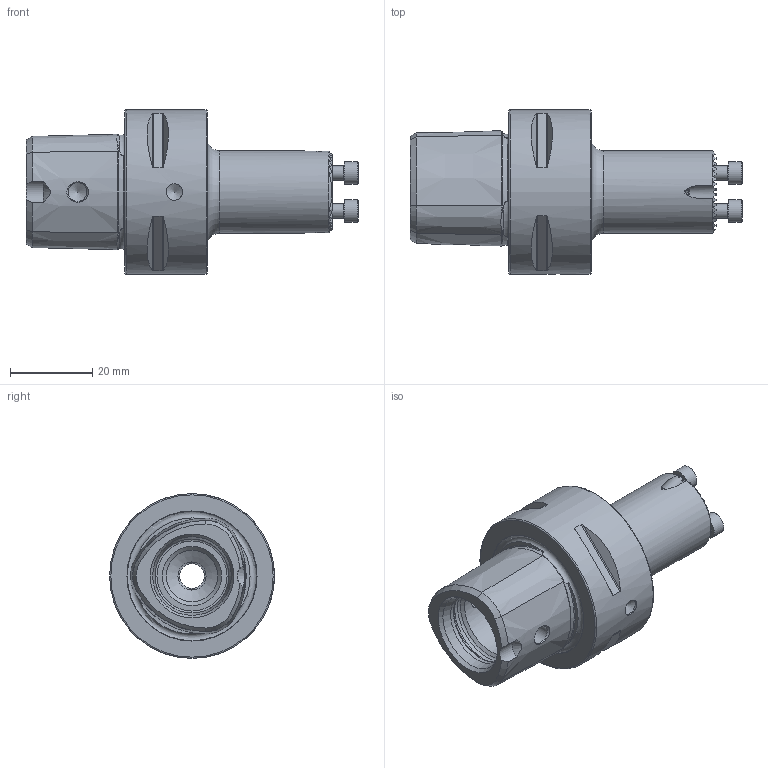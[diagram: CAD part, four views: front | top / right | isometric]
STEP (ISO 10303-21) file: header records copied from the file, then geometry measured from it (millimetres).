
FILE_DESCRIPTION (( 'STEP AP214' ), '1' );
FILE_NAME ('PS4.WK4.020.072.STEP', '2020-02-21T16:28:53', ( '' ), ( '' ), 'SwSTEP 2.0', 'SolidWorks 2017', '' );
FILE_SCHEMA (( 'AUTOMOTIVE_DESIGN' ));
Length unit declared in the file: millimetre
Products named in the file (5): PS4.WK4.020.072; DIN 3771 - 6x1; ISCAR M3.5 x 10; ISO 4026 - M3 x 3; PS4-WK4.020.072_C
Assembly tree (7 placements, depth 2):
  PS4.WK4.020.072
    PS4-WK4.020.072_C
    ISCAR M3.5 x 10  x3
    DIN 3771 - 6x1
    ISO 4026 - M3 x 3  x2
Bounding box: 80.6 x 40 x 40 mm (x, y, z)
Volume: 40031.9 mm3; surface area: 12947.8 mm2
Topology: 7 solids, 7 shells, 347 faces, 909 edges, 578 vertices
Faces by surface type: plane 184, cylinder 73, cone 64, torus 26
Full cylindrical faces by diameter (mm): 2.5 x5, 2.9 x4, 3 x2, 3.3 x2, 3.5 x3, 4 x1, 4.6 x2, 5.5 x3, 6 x2, 6.8 x1, 7.4 x1, 12.5 x1, 18 x2, 20 x2, 40 x1
Entity records: 10537 total; most frequent: CARTESIAN_POINT 3753, ORIENTED_EDGE 1404, DIRECTION 1202, EDGE_CURVE 702, AXIS2_PLACEMENT_3D 491, VERTEX_POINT 480, EDGE_LOOP 360, FACE_OUTER_BOUND 324
